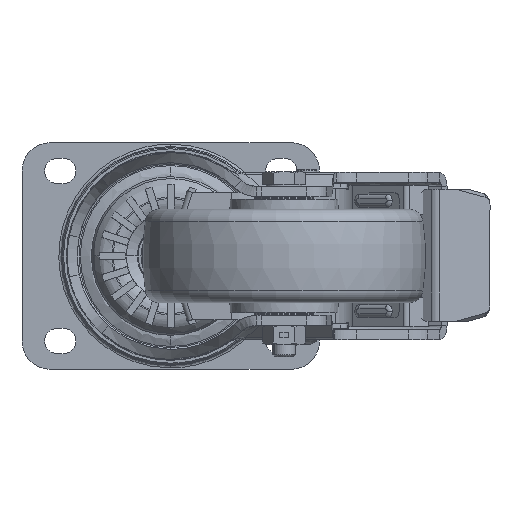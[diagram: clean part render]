
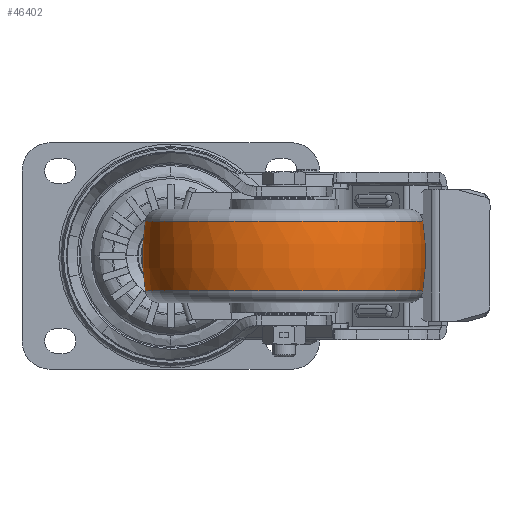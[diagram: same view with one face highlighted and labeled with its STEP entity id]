
A CAD part, front view. The second image highlights one B-rep face of the part: STEP entity #46402.
In plain terms, the highlighted toroidal (fillet/blend) face has major radius 30 mm and minor radius 80 mm.
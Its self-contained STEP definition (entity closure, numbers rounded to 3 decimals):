
#911 = CARTESIAN_POINT ( 'NONE',  ( 40., -78.003, 12.255 ) ) ;
#3082 = CARTESIAN_POINT ( 'NONE',  ( -8.967, -75.053, -12.255 ) ) ;
#4674 = AXIS2_PLACEMENT_3D ( 'NONE', #25524, #61678, #30744 ) ;
#5459 = DIRECTION ( 'NONE',  ( 0., 0., 1. ) ) ;
#6071 = DIRECTION ( 'NONE',  ( 0.998, -0.06, 0. ) ) ;
#11069 = VERTEX_POINT ( 'NONE', #54629 ) ;
#14577 = CARTESIAN_POINT ( 'NONE',  ( 40., -78.003, 0. ) ) ;
#16230 = ORIENTED_EDGE ( 'NONE', *, *, #62710, .T. ) ;
#18802 = FACE_OUTER_BOUND ( 'NONE', #65343, .T. ) ;
#19652 = CIRCLE ( 'NONE', #33976, 49.056 ) ;
#19986 = DIRECTION ( 'NONE',  ( 0., 0., 1. ) ) ;
#21632 = VERTEX_POINT ( 'NONE', #36600 ) ;
#21992 = VERTEX_POINT ( 'NONE', #56905 ) ;
#23510 = CARTESIAN_POINT ( 'NONE',  ( 69.946, -79.807, 0. ) ) ;
#23583 = AXIS2_PLACEMENT_3D ( 'NONE', #911, #37091, #6071 ) ;
#24647 = AXIS2_PLACEMENT_3D ( 'NONE', #14577, #19986, #56206 ) ;
#25524 = CARTESIAN_POINT ( 'NONE',  ( 10.054, -76.198, 0. ) ) ;
#28730 = DIRECTION ( 'NONE',  ( -0.998, 0.06, 0. ) ) ;
#28879 = CIRCLE ( 'NONE', #31253, 80. ) ;
#30744 = DIRECTION ( 'NONE',  ( 0.998, -0.06, 0. ) ) ;
#31253 = AXIS2_PLACEMENT_3D ( 'NONE', #23510, #59685, #28730 ) ;
#32374 = ORIENTED_EDGE ( 'NONE', *, *, #52285, .F. ) ;
#33976 = AXIS2_PLACEMENT_3D ( 'NONE', #36472, #5459, #41721 ) ;
#35341 = VERTEX_POINT ( 'NONE', #3082 ) ;
#36472 = CARTESIAN_POINT ( 'NONE',  ( 40., -78.003, -12.255 ) ) ;
#36600 = CARTESIAN_POINT ( 'NONE',  ( 88.967, -80.953, -12.255 ) ) ;
#37091 = DIRECTION ( 'NONE',  ( 0., 0., 1. ) ) ;
#41547 = TOROIDAL_SURFACE ( 'NONE', #24647, -30., 80. ) ;
#41721 = DIRECTION ( 'NONE',  ( 0.998, -0.06, 0. ) ) ;
#42681 = EDGE_CURVE ( 'NONE', #35341, #21632, #19652, .T. ) ;
#46402 = ADVANCED_FACE ( 'NONE', ( #18802 ), #41547, .T. ) ;
#49463 = CIRCLE ( 'NONE', #4674, 80. ) ;
#49687 = ORIENTED_EDGE ( 'NONE', *, *, #42681, .T. ) ;
#49820 = ORIENTED_EDGE ( 'NONE', *, *, #56603, .F. ) ;
#52285 = EDGE_CURVE ( 'NONE', #35341, #21992, #28879, .T. ) ;
#54629 = CARTESIAN_POINT ( 'NONE',  ( 88.967, -80.953, 12.255 ) ) ;
#56206 = DIRECTION ( 'NONE',  ( 0.998, -0.06, 0. ) ) ;
#56603 = EDGE_CURVE ( 'NONE', #21992, #11069, #64986, .T. ) ;
#56905 = CARTESIAN_POINT ( 'NONE',  ( -8.967, -75.053, 12.255 ) ) ;
#59685 = DIRECTION ( 'NONE',  ( 0.06, 0.998, 0. ) ) ;
#61678 = DIRECTION ( 'NONE',  ( -0.06, -0.998, 0. ) ) ;
#62710 = EDGE_CURVE ( 'NONE', #21632, #11069, #49463, .T. ) ;
#64986 = CIRCLE ( 'NONE', #23583, 49.056 ) ;
#65343 = EDGE_LOOP ( 'NONE', ( #32374, #49687, #16230, #49820 ) ) ;
